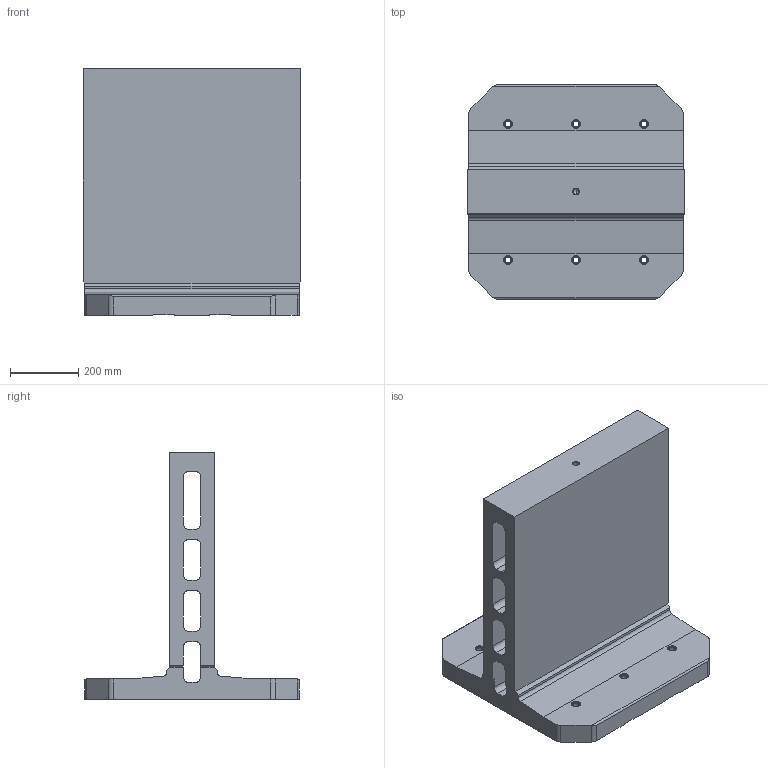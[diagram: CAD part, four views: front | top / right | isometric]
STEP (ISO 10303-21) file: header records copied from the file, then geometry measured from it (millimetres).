
FILE_DESCRIPTION(('STEP AP214'),'1');
FILE_NAME(' ',' ',('TraceParts'),('TraceParts S.A.'),'XStep 1.0',' ',' ');
FILE_SCHEMA(('automotive_design'));
Length unit declared in the file: millimetre
Products named in the file (1): 1
Bounding box: 640 x 630 x 725 mm (x, y, z)
Volume: 63040854.2 mm3; surface area: 2758544.7 mm2
Topology: 1 solids, 1 shells, 135 faces, 358 edges, 231 vertices
Faces by surface type: cylinder 60, plane 59, cone 16
Entity records: 8319 total; most frequent: CARTESIAN_POINT 783, DIRECTION 754, STYLED_ITEM 723, PRESENTATION_STYLE_ASSIGNMENT 723, COLOUR_RGB 723, ORIENTED_EDGE 712, EDGE_CURVE 356, CURVE_STYLE 356
